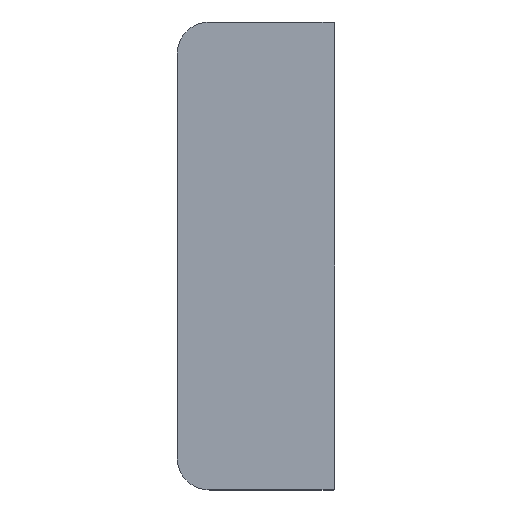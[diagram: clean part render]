
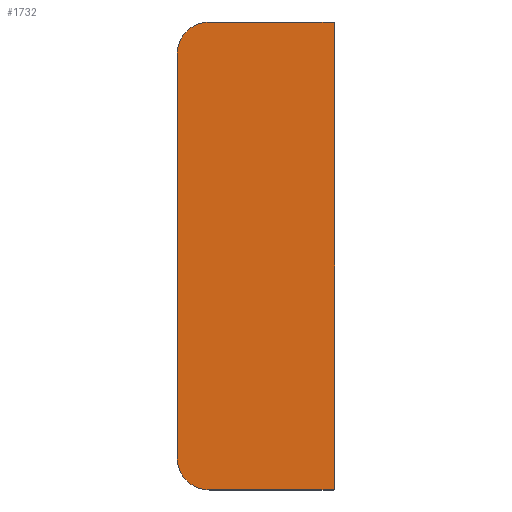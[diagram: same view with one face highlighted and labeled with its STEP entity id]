
A CAD part, top view. The second image highlights one B-rep face of the part: STEP entity #1732.
In plain terms, the highlighted planar face has unit normal (0, 0, 1).
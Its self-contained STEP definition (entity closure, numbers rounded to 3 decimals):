
#96=CIRCLE('',#1866,5.2);
#98=CIRCLE('',#1870,0.3);
#107=CIRCLE('',#1891,5.2);
#108=CIRCLE('',#1892,0.3);
#221=FACE_OUTER_BOUND('',#332,.T.);
#332=EDGE_LOOP('',(#1461,#1462,#1463,#1464,#1465,#1466,#1467,#1468));
#477=LINE('',#2858,#644);
#491=LINE('',#2898,#658);
#504=LINE('',#2931,#671);
#505=LINE('',#2934,#672);
#644=VECTOR('',#2237,10.);
#658=VECTOR('',#2279,10.);
#671=VECTOR('',#2310,10.);
#672=VECTOR('',#2313,10.);
#807=VERTEX_POINT('',#2848);
#808=VERTEX_POINT('',#2849);
#811=VERTEX_POINT('',#2857);
#813=VERTEX_POINT('',#2863);
#823=VERTEX_POINT('',#2897);
#833=VERTEX_POINT('',#2928);
#834=VERTEX_POINT('',#2930);
#835=VERTEX_POINT('',#2932);
#1016=EDGE_CURVE('',#807,#808,#96,.T.);
#1020=EDGE_CURVE('',#808,#811,#477,.T.);
#1023=EDGE_CURVE('',#811,#813,#98,.T.);
#1040=EDGE_CURVE('',#807,#823,#491,.T.);
#1056=EDGE_CURVE('',#823,#833,#107,.T.);
#1057=EDGE_CURVE('',#833,#834,#504,.T.);
#1058=EDGE_CURVE('',#834,#835,#108,.T.);
#1059=EDGE_CURVE('',#835,#813,#505,.T.);
#1461=ORIENTED_EDGE('',*,*,#1040,.T.);
#1462=ORIENTED_EDGE('',*,*,#1056,.T.);
#1463=ORIENTED_EDGE('',*,*,#1057,.T.);
#1464=ORIENTED_EDGE('',*,*,#1058,.T.);
#1465=ORIENTED_EDGE('',*,*,#1059,.T.);
#1466=ORIENTED_EDGE('',*,*,#1023,.F.);
#1467=ORIENTED_EDGE('',*,*,#1020,.F.);
#1468=ORIENTED_EDGE('',*,*,#1016,.F.);
#1651=PLANE('',#1890);
#1732=ADVANCED_FACE('',(#221),#1651,.T.);
#1866=AXIS2_PLACEMENT_3D('',#2850,#2229,#2230);
#1870=AXIS2_PLACEMENT_3D('',#2864,#2242,#2243);
#1890=AXIS2_PLACEMENT_3D('',#2927,#2306,#2307);
#1891=AXIS2_PLACEMENT_3D('',#2929,#2308,#2309);
#1892=AXIS2_PLACEMENT_3D('',#2933,#2311,#2312);
#2229=DIRECTION('center_axis',(0.,0.,-1.));
#2230=DIRECTION('ref_axis',(-1.,0.,0.));
#2237=DIRECTION('',(1.,0.,0.));
#2242=DIRECTION('center_axis',(0.,0.,-1.));
#2243=DIRECTION('ref_axis',(0.,1.,0.));
#2279=DIRECTION('',(0.,-1.,0.));
#2306=DIRECTION('center_axis',(0.,0.,1.));
#2307=DIRECTION('ref_axis',(1.,0.,0.));
#2308=DIRECTION('center_axis',(0.,0.,1.));
#2309=DIRECTION('ref_axis',(-1.,0.,0.));
#2310=DIRECTION('',(1.,0.,0.));
#2311=DIRECTION('center_axis',(0.,0.,1.));
#2312=DIRECTION('ref_axis',(0.,-1.,0.));
#2313=DIRECTION('',(0.,1.,0.));
#2848=CARTESIAN_POINT('',(-13.75,40.65,2.));
#2849=CARTESIAN_POINT('',(-8.55,45.85,2.));
#2850=CARTESIAN_POINT('Origin',(-8.55,40.65,2.));
#2857=CARTESIAN_POINT('',(11.45,45.85,2.));
#2858=CARTESIAN_POINT('',(-8.55,45.85,2.));
#2863=CARTESIAN_POINT('',(11.75,45.55,2.));
#2864=CARTESIAN_POINT('Origin',(11.45,45.55,2.));
#2897=CARTESIAN_POINT('',(-13.75,-24.55,2.));
#2898=CARTESIAN_POINT('',(-13.75,27.45,2.));
#2927=CARTESIAN_POINT('Origin',(0.,0.,
2.));
#2928=CARTESIAN_POINT('',(-8.55,-29.75,2.));
#2929=CARTESIAN_POINT('Origin',(-8.55,-24.55,2.));
#2930=CARTESIAN_POINT('',(11.45,-29.75,2.));
#2931=CARTESIAN_POINT('',(-8.55,-29.75,2.));
#2932=CARTESIAN_POINT('',(11.75,-29.45,2.));
#2933=CARTESIAN_POINT('Origin',(11.45,-29.45,2.));
#2934=CARTESIAN_POINT('',(11.75,-29.45,2.));
